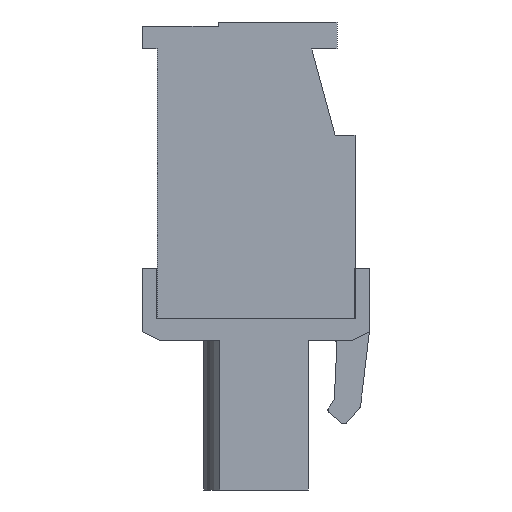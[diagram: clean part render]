
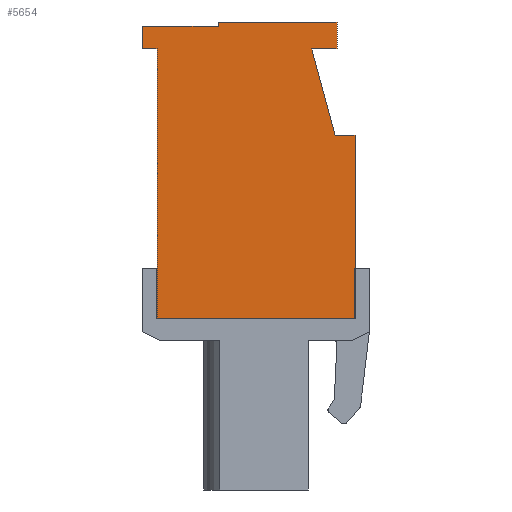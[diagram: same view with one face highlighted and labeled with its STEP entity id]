
A CAD part, left-side view. The second image highlights one B-rep face of the part: STEP entity #5654.
In plain terms, the highlighted planar face has unit normal (-1, 0, 0).
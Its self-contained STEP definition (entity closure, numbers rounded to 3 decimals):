
#5654 = ADVANCED_FACE( '', ( #11442 ), #11443, .T. );
#11442 = FACE_OUTER_BOUND( '', #17306, .T. );
#11443 = PLANE( '', #17307 );
#17306 = EDGE_LOOP( '', ( #33438, #33439, #33440, #33441, #33442, #33443, #33444, #33445, #33446, #33447, #33448, #33449 ) );
#17307 = AXIS2_PLACEMENT_3D( '', #33450, #33451, #33452 );
#33438 = ORIENTED_EDGE( '', *, *, #38079, .T. );
#33439 = ORIENTED_EDGE( '', *, *, #42037, .T. );
#33440 = ORIENTED_EDGE( '', *, *, #38948, .T. );
#33441 = ORIENTED_EDGE( '', *, *, #40654, .T. );
#33442 = ORIENTED_EDGE( '', *, *, #40357, .T. );
#33443 = ORIENTED_EDGE( '', *, *, #41263, .T. );
#33444 = ORIENTED_EDGE( '', *, *, #39161, .T. );
#33445 = ORIENTED_EDGE( '', *, *, #37894, .T. );
#33446 = ORIENTED_EDGE( '', *, *, #40099, .T. );
#33447 = ORIENTED_EDGE( '', *, *, #40642, .T. );
#33448 = ORIENTED_EDGE( '', *, *, #38068, .T. );
#33449 = ORIENTED_EDGE( '', *, *, #41828, .T. );
#33450 = CARTESIAN_POINT( '', ( -43.18, 0., 0. ) );
#33451 = DIRECTION( '', ( -1., 0., 0. ) );
#33452 = DIRECTION( '', ( 0., 0., 1. ) );
#37894 = EDGE_CURVE( '', #46396, #46511, #46513, .T. );
#38068 = EDGE_CURVE( '', #46796, #46797, #46798, .T. );
#38079 = EDGE_CURVE( '', #46814, #46815, #46816, .T. );
#38948 = EDGE_CURVE( '', #48161, #48162, #48163, .T. );
#39161 = EDGE_CURVE( '', #48474, #46396, #48475, .T. );
#40099 = EDGE_CURVE( '', #46511, #49863, #49865, .T. );
#40357 = EDGE_CURVE( '', #50232, #50233, #50234, .T. );
#40642 = EDGE_CURVE( '', #49863, #46796, #50616, .T. );
#40654 = EDGE_CURVE( '', #48162, #50232, #50631, .T. );
#41263 = EDGE_CURVE( '', #50233, #48474, #51438, .T. );
#41828 = EDGE_CURVE( '', #46797, #46814, #52132, .T. );
#42037 = EDGE_CURVE( '', #46815, #48161, #52374, .T. );
#46396 = VERTEX_POINT( '', #58454 );
#46511 = VERTEX_POINT( '', #58633 );
#46513 = LINE( '', #58636, #58637 );
#46796 = VERTEX_POINT( '', #59054 );
#46797 = VERTEX_POINT( '', #59055 );
#46798 = LINE( '', #59056, #59057 );
#46814 = VERTEX_POINT( '', #59079 );
#46815 = VERTEX_POINT( '', #59080 );
#46816 = LINE( '', #59081, #59082 );
#48161 = VERTEX_POINT( '', #61074 );
#48162 = VERTEX_POINT( '', #61075 );
#48163 = LINE( '', #61076, #61077 );
#48474 = VERTEX_POINT( '', #61541 );
#48475 = LINE( '', #61542, #61543 );
#49863 = VERTEX_POINT( '', #63587 );
#49865 = LINE( '', #63590, #63591 );
#50232 = VERTEX_POINT( '', #64140 );
#50233 = VERTEX_POINT( '', #64141 );
#50234 = LINE( '', #64142, #64143 );
#50616 = LINE( '', #64712, #64713 );
#50631 = LINE( '', #64735, #64736 );
#51438 = LINE( '', #65969, #65970 );
#52132 = LINE( '', #66999, #67000 );
#52374 = LINE( '', #67365, #67366 );
#58454 = CARTESIAN_POINT( '', ( -43.18, 5.5, -7.5 ) );
#58633 = CARTESIAN_POINT( '', ( -43.18, -5.5, -7.5 ) );
#58636 = CARTESIAN_POINT( '', ( -43.18, 5.5, -7.5 ) );
#58637 = VECTOR( '', #70314, 1000. );
#59054 = CARTESIAN_POINT( '', ( -43.18, -4.4, 2.7 ) );
#59055 = CARTESIAN_POINT( '', ( -43.18, -3.1, 7.5 ) );
#59056 = CARTESIAN_POINT( '', ( -43.18, -4.4, 2.7 ) );
#59057 = VECTOR( '', #70467, 1000. );
#59079 = CARTESIAN_POINT( '', ( -43.18, -4.5, 7.5 ) );
#59080 = CARTESIAN_POINT( '', ( -43.18, -4.5, 9. ) );
#59081 = CARTESIAN_POINT( '', ( -43.18, -4.5, 7.5 ) );
#59082 = VECTOR( '', #70477, 1000. );
#61074 = CARTESIAN_POINT( '', ( -43.18, 2.1, 9. ) );
#61075 = CARTESIAN_POINT( '', ( -43.18, 2.1, 8.75 ) );
#61076 = CARTESIAN_POINT( '', ( -43.18, 2.1, 9. ) );
#61077 = VECTOR( '', #71224, 1000. );
#61541 = CARTESIAN_POINT( '', ( -43.18, 5.5, 7.5 ) );
#61542 = CARTESIAN_POINT( '', ( -43.18, 5.5, 7.5 ) );
#61543 = VECTOR( '', #71402, 1000. );
#63587 = CARTESIAN_POINT( '', ( -43.18, -5.5, 2.7 ) );
#63590 = CARTESIAN_POINT( '', ( -43.18, -5.5, -7.5 ) );
#63591 = VECTOR( '', #72243, 1000. );
#64140 = CARTESIAN_POINT( '', ( -43.18, 6.3, 8.75 ) );
#64141 = CARTESIAN_POINT( '', ( -43.18, 6.3, 7.5 ) );
#64142 = CARTESIAN_POINT( '', ( -43.18, 6.3, 8.75 ) );
#64143 = VECTOR( '', #72468, 1000. );
#64712 = CARTESIAN_POINT( '', ( -43.18, -5.5, 2.7 ) );
#64713 = VECTOR( '', #72677, 1000. );
#64735 = CARTESIAN_POINT( '', ( -43.18, 2.1, 8.75 ) );
#64736 = VECTOR( '', #72688, 1000. );
#65969 = CARTESIAN_POINT( '', ( -43.18, 6.3, 7.5 ) );
#65970 = VECTOR( '', #73205, 1000. );
#66999 = CARTESIAN_POINT( '', ( -43.18, -3.1, 7.5 ) );
#67000 = VECTOR( '', #73619, 1000. );
#67365 = CARTESIAN_POINT( '', ( -43.18, -4.5, 9. ) );
#67366 = VECTOR( '', #73755, 1000. );
#70314 = DIRECTION( '', ( 0., -1., 0. ) );
#70467 = DIRECTION( '', ( 0., 0.261, 0.965 ) );
#70477 = DIRECTION( '', ( 0., 0., 1. ) );
#71224 = DIRECTION( '', ( 0., 0., -1. ) );
#71402 = DIRECTION( '', ( 0., 0., -1. ) );
#72243 = DIRECTION( '', ( 0., 0., 1. ) );
#72468 = DIRECTION( '', ( 0., 0., -1. ) );
#72677 = DIRECTION( '', ( 0., 1., 0. ) );
#72688 = DIRECTION( '', ( 0., 1., 0. ) );
#73205 = DIRECTION( '', ( 0., -1., 0. ) );
#73619 = DIRECTION( '', ( 0., -1., 0. ) );
#73755 = DIRECTION( '', ( 0., 1., 0. ) );
